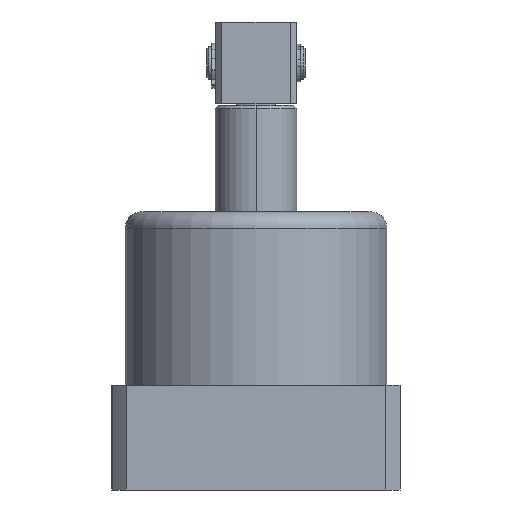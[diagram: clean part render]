
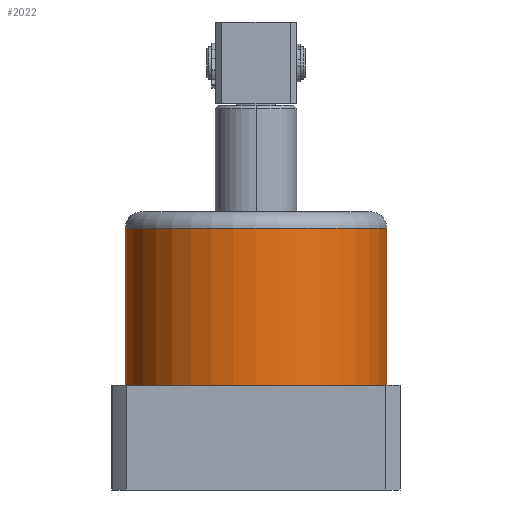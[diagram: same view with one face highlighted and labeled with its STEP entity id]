
A CAD part, front view. The second image highlights one B-rep face of the part: STEP entity #2022.
In plain terms, the highlighted cylindrical face has radius 40 mm (diameter 80 mm), a partial arc.
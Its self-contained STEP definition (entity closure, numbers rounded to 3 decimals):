
#79 = EDGE_LOOP ( 'NONE', ( #883, #884, #885, #886 ) ) ;
#883 = ORIENTED_EDGE ( 'NONE', *, *, #1468, .F. ) ;
#884 = ORIENTED_EDGE ( 'NONE', *, *, #1813, .T. ) ;
#885 = ORIENTED_EDGE ( 'NONE', *, *, #1529, .T. ) ;
#886 = ORIENTED_EDGE ( 'NONE', *, *, #1822, .T. ) ;
#1147 = VERTEX_POINT ( 'NONE', #6692 ) ;
#1177 = VERTEX_POINT ( 'NONE', #6754 ) ;
#1178 = VERTEX_POINT ( 'NONE', #6755 ) ;
#1207 = VERTEX_POINT ( 'NONE', #6784 ) ;
#1468 = EDGE_CURVE ( 'NONE', #1178, #1207, #4198, .T. ) ;
#1529 = EDGE_CURVE ( 'NONE', #1177, #1147, #4286, .T. ) ;
#1813 = EDGE_CURVE ( 'NONE', #1178, #1177, #3413, .T. ) ;
#1822 = EDGE_CURVE ( 'NONE', #1147, #1207, #3427, .T. ) ;
#2022 = ADVANCED_FACE ( 'NONE', ( #3712 ), #3718, .T. ) ;
#2305 = CARTESIAN_POINT ( 'NONE',  ( 40., 0., 85. ) ) ;
#2306 = DIRECTION ( 'NONE',  ( 0., 0., -1. ) ) ;
#2447 = DIRECTION ( 'NONE',  ( 0., 0., -1. ) ) ;
#2451 = CARTESIAN_POINT ( 'NONE',  ( -40., 0., 85. ) ) ;
#2629 = DIRECTION ( 'NONE',  ( -1., 0., 0. ) ) ;
#2638 = DIRECTION ( 'NONE',  ( 0., 0., -1. ) ) ;
#2639 = CARTESIAN_POINT ( 'NONE',  ( 0., 0., 85. ) ) ;
#3413 = CIRCLE ( 'NONE', #6276, 40. ) ;
#3427 = CIRCLE ( 'NONE', #6277, 40. ) ;
#3712 = FACE_OUTER_BOUND ( 'NONE', #79, .T. ) ;
#3718 = CYLINDRICAL_SURFACE ( 'NONE', #6115, 40. ) ;
#4198 = LINE ( 'NONE', #2305, #4207 ) ;
#4207 = VECTOR ( 'NONE', #2306, 1000. ) ;
#4286 = LINE ( 'NONE', #2451, #4290 ) ;
#4290 = VECTOR ( 'NONE', #2447, 1000. ) ;
#5162 = CARTESIAN_POINT ( 'NONE',  ( 0., 0., 80. ) ) ;
#5163 = DIRECTION ( 'NONE',  ( 0., 0., -1. ) ) ;
#5164 = DIRECTION ( 'NONE',  ( 1., 0., 0. ) ) ;
#5179 = CARTESIAN_POINT ( 'NONE',  ( 0., 0., 32. ) ) ;
#5180 = DIRECTION ( 'NONE',  ( 0., 0., 1. ) ) ;
#5181 = DIRECTION ( 'NONE',  ( 1., 0., 0. ) ) ;
#6115 = AXIS2_PLACEMENT_3D ( 'NONE', #2639, #2638, #2629 ) ;
#6276 = AXIS2_PLACEMENT_3D ( 'NONE', #5162, #5163, #5164 ) ;
#6277 = AXIS2_PLACEMENT_3D ( 'NONE', #5179, #5180, #5181 ) ;
#6692 = CARTESIAN_POINT ( 'NONE',  ( -40., 0., 32. ) ) ;
#6754 = CARTESIAN_POINT ( 'NONE',  ( -40., 0., 80. ) ) ;
#6755 = CARTESIAN_POINT ( 'NONE',  ( 40., 0., 80. ) ) ;
#6784 = CARTESIAN_POINT ( 'NONE',  ( 40., 0., 32. ) ) ;
